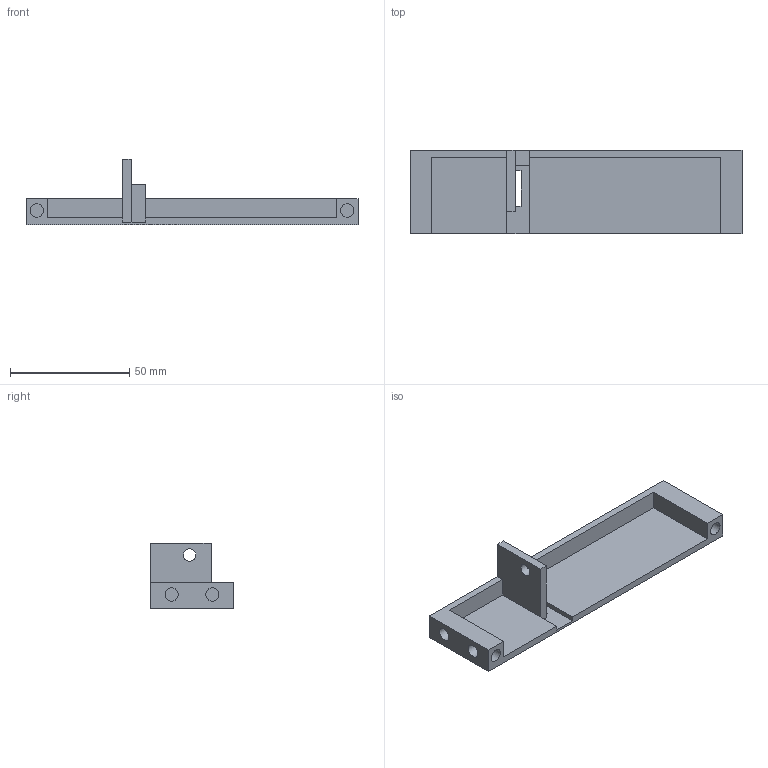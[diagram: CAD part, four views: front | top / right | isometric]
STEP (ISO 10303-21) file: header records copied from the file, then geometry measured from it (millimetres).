
FILE_DESCRIPTION(('FreeCAD Model'),'2;1');
FILE_NAME('ElectronicEnclosureSDSlotSide.stp','2013-01-04T15:58:42',('FreeCAD'),('FreeCAD'), 'Open CASCADE STEP processor 6.5','FreeCAD','Unknown');
FILE_SCHEMA(('AUTOMOTIVE_DESIGN_CC2 { 1 2 10303 214 -1 1 5 4 }'));
Length unit declared in the file: millimetre
Products named in the file (1): Open CASCADE STEP translator 6.5 2
Bounding box: 139 x 35 x 27.5 mm (x, y, z)
Volume: 23341.1 mm3; surface area: 16392.2 mm2
Topology: 1 solids, 1 shells, 43 faces, 100 edges, 66 vertices
Faces by surface type: plane 34, cylinder 9
Full cylindrical faces by diameter (mm): 5.2 x1, 5.6 x8
Entity records: 2543 total; most frequent: CARTESIAN_POINT 491, DIRECTION 375, LINE 243, VECTOR 243, ORIENTED_EDGE 200, PCURVE 200, DEFINITIONAL_REPRESENTATION 200, EDGE_CURVE 100
